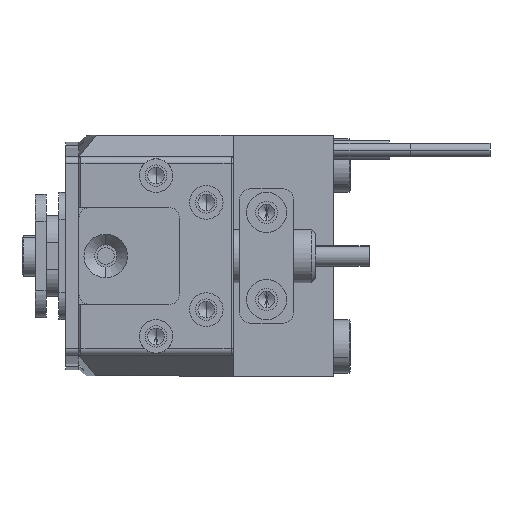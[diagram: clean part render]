
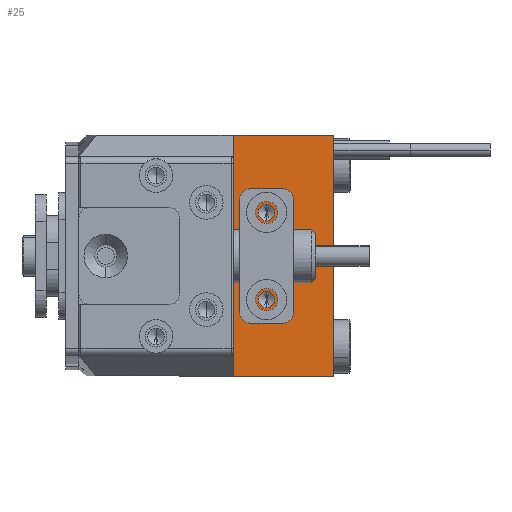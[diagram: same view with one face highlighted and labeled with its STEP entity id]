
A CAD part, left-side view. The second image highlights one B-rep face of the part: STEP entity #25.
In plain terms, the highlighted planar face has unit normal (-1, 0, 0).
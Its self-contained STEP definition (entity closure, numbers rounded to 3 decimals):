
#25 = ADVANCED_FACE ( 'NONE', ( #16346, #10677, #39377 ), #8601, .F. ) ;
#1462 = EDGE_LOOP ( 'NONE', ( #45424, #16608, #19212, #38834 ) ) ;
#2177 = AXIS2_PLACEMENT_3D ( 'NONE', #22982, #19523, #19991 ) ;
#2515 = CIRCLE ( 'NONE', #17041, 1.25 ) ;
#3120 = EDGE_LOOP ( 'NONE', ( #31123, #21869 ) ) ;
#3321 = ORIENTED_EDGE ( 'NONE', *, *, #18597, .F. ) ;
#4439 = VERTEX_POINT ( 'NONE', #35473 ) ;
#6109 = DIRECTION ( 'NONE',  ( 0., 0., 1. ) ) ;
#7948 = AXIS2_PLACEMENT_3D ( 'NONE', #12079, #19330, #22948 ) ;
#8088 = DIRECTION ( 'NONE',  ( 0., 0., 1. ) ) ;
#8522 = CARTESIAN_POINT ( 'NONE',  ( -26., 10., 5.25 ) ) ;
#8601 = PLANE ( 'NONE',  #7948 ) ;
#8956 = DIRECTION ( 'NONE',  ( 0., 0., 1. ) ) ;
#9365 = CARTESIAN_POINT ( 'NONE',  ( -26., 10., -5.25 ) ) ;
#9568 = CARTESIAN_POINT ( 'NONE',  ( -26., 10., -7.75 ) ) ;
#10196 = EDGE_CURVE ( 'NONE', #4439, #22351, #18861, .T. ) ;
#10257 = EDGE_CURVE ( 'NONE', #34047, #25742, #2515, .T. ) ;
#10677 = FACE_BOUND ( 'NONE', #3120, .T. ) ;
#11759 = LINE ( 'NONE', #18965, #33712 ) ;
#12079 = CARTESIAN_POINT ( 'NONE',  ( -26., 15., 18. ) ) ;
#12155 = CARTESIAN_POINT ( 'NONE',  ( -26., 0., 18. ) ) ;
#12596 = CIRCLE ( 'NONE', #2177, 1.25 ) ;
#13914 = CARTESIAN_POINT ( 'NONE',  ( -26., 10., 7.75 ) ) ;
#16036 = EDGE_LOOP ( 'NONE', ( #44199, #3321 ) ) ;
#16346 = FACE_BOUND ( 'NONE', #16036, .T. ) ;
#16608 = ORIENTED_EDGE ( 'NONE', *, *, #39335, .T. ) ;
#17041 = AXIS2_PLACEMENT_3D ( 'NONE', #30148, #33644, #40857 ) ;
#18532 = DIRECTION ( 'NONE',  ( 0., 0., 1. ) ) ;
#18597 = EDGE_CURVE ( 'NONE', #26404, #24188, #28495, .T. ) ;
#18739 = AXIS2_PLACEMENT_3D ( 'NONE', #43536, #25921, #18532 ) ;
#18800 = VECTOR ( 'NONE', #8956, 1000. ) ;
#18861 = LINE ( 'NONE', #18866, #37997 ) ;
#18866 = CARTESIAN_POINT ( 'NONE',  ( -26., 15., -18. ) ) ;
#18965 = CARTESIAN_POINT ( 'NONE',  ( -26., 15., 18. ) ) ;
#19212 = ORIENTED_EDGE ( 'NONE', *, *, #37758, .F. ) ;
#19330 = DIRECTION ( 'NONE',  ( 1., 0., 0. ) ) ;
#19523 = DIRECTION ( 'NONE',  ( -1., 0., 0. ) ) ;
#19991 = DIRECTION ( 'NONE',  ( 0., 0., 1. ) ) ;
#21729 = VERTEX_POINT ( 'NONE', #27827 ) ;
#21869 = ORIENTED_EDGE ( 'NONE', *, *, #33074, .F. ) ;
#22252 = CIRCLE ( 'NONE', #42356, 1.25 ) ;
#22351 = VERTEX_POINT ( 'NONE', #26211 ) ;
#22948 = DIRECTION ( 'NONE',  ( 0., 0., -1. ) ) ;
#22982 = CARTESIAN_POINT ( 'NONE',  ( -26., 10., 6.5 ) ) ;
#23701 = EDGE_CURVE ( 'NONE', #24188, #26404, #22252, .T. ) ;
#24188 = VERTEX_POINT ( 'NONE', #9365 ) ;
#24547 = DIRECTION ( 'NONE',  ( -1., 0., 0. ) ) ;
#25742 = VERTEX_POINT ( 'NONE', #8522 ) ;
#25921 = DIRECTION ( 'NONE',  ( -1., 0., 0. ) ) ;
#26101 = DIRECTION ( 'NONE',  ( 0., -1., 0. ) ) ;
#26211 = CARTESIAN_POINT ( 'NONE',  ( -26., 0., -18. ) ) ;
#26404 = VERTEX_POINT ( 'NONE', #9568 ) ;
#27688 = CARTESIAN_POINT ( 'NONE',  ( -26., 10., -6.5 ) ) ;
#27827 = CARTESIAN_POINT ( 'NONE',  ( -26., 15., 18. ) ) ;
#27940 = VECTOR ( 'NONE', #8088, 1000. ) ;
#28495 = CIRCLE ( 'NONE', #18739, 1.25 ) ;
#30148 = CARTESIAN_POINT ( 'NONE',  ( -26., 10., 6.5 ) ) ;
#31123 = ORIENTED_EDGE ( 'NONE', *, *, #10257, .F. ) ;
#31305 = LINE ( 'NONE', #40666, #27940 ) ;
#33074 = EDGE_CURVE ( 'NONE', #25742, #34047, #12596, .T. ) ;
#33100 = EDGE_CURVE ( 'NONE', #4439, #21729, #36804, .T. ) ;
#33644 = DIRECTION ( 'NONE',  ( -1., 0., 0. ) ) ;
#33712 = VECTOR ( 'NONE', #41280, 1000. ) ;
#34047 = VERTEX_POINT ( 'NONE', #13914 ) ;
#34305 = CARTESIAN_POINT ( 'NONE',  ( -26., 15., 18. ) ) ;
#35473 = CARTESIAN_POINT ( 'NONE',  ( -26., 15., -18. ) ) ;
#36804 = LINE ( 'NONE', #34305, #18800 ) ;
#37758 = EDGE_CURVE ( 'NONE', #21729, #45177, #11759, .T. ) ;
#37997 = VECTOR ( 'NONE', #26101, 1000. ) ;
#38834 = ORIENTED_EDGE ( 'NONE', *, *, #33100, .F. ) ;
#39335 = EDGE_CURVE ( 'NONE', #22351, #45177, #31305, .T. ) ;
#39377 = FACE_OUTER_BOUND ( 'NONE', #1462, .T. ) ;
#40666 = CARTESIAN_POINT ( 'NONE',  ( -26., 0., 18. ) ) ;
#40857 = DIRECTION ( 'NONE',  ( 0., 0., 1. ) ) ;
#41280 = DIRECTION ( 'NONE',  ( 0., -1., 0. ) ) ;
#42356 = AXIS2_PLACEMENT_3D ( 'NONE', #27688, #24547, #6109 ) ;
#43536 = CARTESIAN_POINT ( 'NONE',  ( -26., 10., -6.5 ) ) ;
#44199 = ORIENTED_EDGE ( 'NONE', *, *, #23701, .F. ) ;
#45177 = VERTEX_POINT ( 'NONE', #12155 ) ;
#45424 = ORIENTED_EDGE ( 'NONE', *, *, #10196, .T. ) ;
